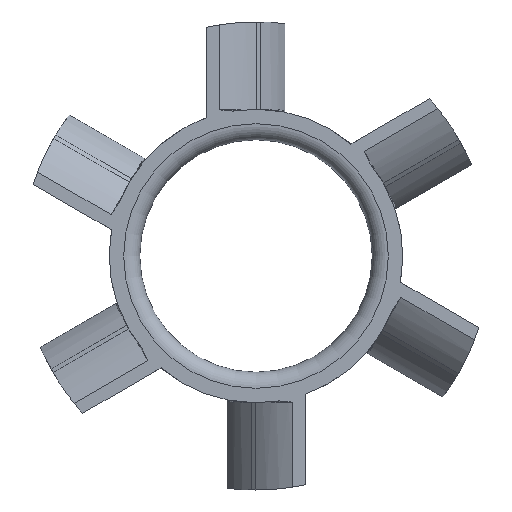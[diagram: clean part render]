
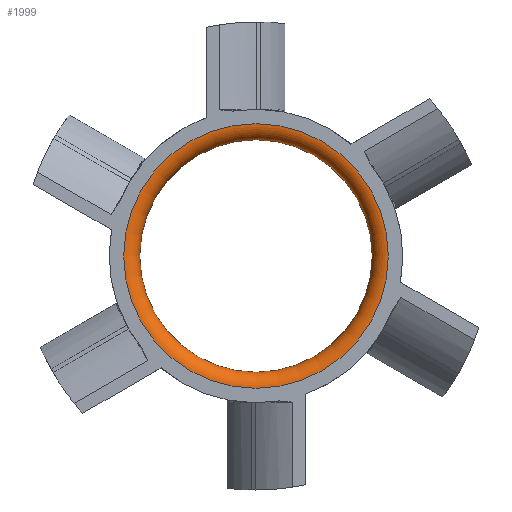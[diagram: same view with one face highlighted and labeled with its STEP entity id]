
A CAD part, front view. The second image highlights one B-rep face of the part: STEP entity #1999.
In plain terms, the highlighted toroidal (fillet/blend) face has major radius 8.2 mm and minor radius 1 mm.
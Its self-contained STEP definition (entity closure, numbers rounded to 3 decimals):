
#462=FACE_OUTER_BOUND('',#571,.T.);
#571=EDGE_LOOP('',(#1330,#1331,#1332,#1333,#1334));
#683=CIRCLE('',#2123,8.2);
#684=CIRCLE('',#2124,1.);
#685=CIRCLE('',#2125,7.2);
#686=CIRCLE('',#2126,7.2);
#768=VERTEX_POINT('',#2846);
#769=VERTEX_POINT('',#2848);
#770=VERTEX_POINT('',#2850);
#996=EDGE_CURVE('',#768,#768,#683,.T.);
#997=EDGE_CURVE('',#768,#769,#684,.T.);
#998=EDGE_CURVE('',#769,#770,#685,.T.);
#999=EDGE_CURVE('',#770,#769,#686,.T.);
#1330=ORIENTED_EDGE('',*,*,#996,.T.);
#1331=ORIENTED_EDGE('',*,*,#997,.T.);
#1332=ORIENTED_EDGE('',*,*,#998,.T.);
#1333=ORIENTED_EDGE('',*,*,#999,.T.);
#1334=ORIENTED_EDGE('',*,*,#997,.F.);
#1998=TOROIDAL_SURFACE('',#2122,8.2,1.);
#1999=ADVANCED_FACE('',(#462),#1998,.T.);
#2122=AXIS2_PLACEMENT_3D('',#2845,#2335,#2336);
#2123=AXIS2_PLACEMENT_3D('',#2847,#2337,#2338);
#2124=AXIS2_PLACEMENT_3D('',#2849,#2339,#2340);
#2125=AXIS2_PLACEMENT_3D('',#2851,#2341,#2342);
#2126=AXIS2_PLACEMENT_3D('',#2852,#2343,#2344);
#2335=DIRECTION('center_axis',(0.,1.,0.));
#2336=DIRECTION('ref_axis',(0.,0.,1.));
#2337=DIRECTION('center_axis',(0.,-1.,0.));
#2338=DIRECTION('ref_axis',(-1.,0.,0.));
#2339=DIRECTION('center_axis',(-1.,0.,0.));
#2340=DIRECTION('ref_axis',(0.,0.,-1.));
#2341=DIRECTION('center_axis',(0.,1.,0.));
#2342=DIRECTION('ref_axis',(-1.,0.,0.));
#2343=DIRECTION('center_axis',(0.,1.,0.));
#2344=DIRECTION('ref_axis',(-1.,0.,0.));
#2845=CARTESIAN_POINT('Origin',(0.137,0.404,0.314));
#2846=CARTESIAN_POINT('',(0.137,-0.596,-7.886));
#2847=CARTESIAN_POINT('Origin',(0.137,-0.596,0.314));
#2848=CARTESIAN_POINT('',(0.137,0.404,-6.886));
#2849=CARTESIAN_POINT('Origin',(0.137,0.404,-7.886));
#2850=CARTESIAN_POINT('',(7.337,0.404,0.314));
#2851=CARTESIAN_POINT('Origin',(0.137,0.404,0.314));
#2852=CARTESIAN_POINT('Origin',(0.137,0.404,0.314));
